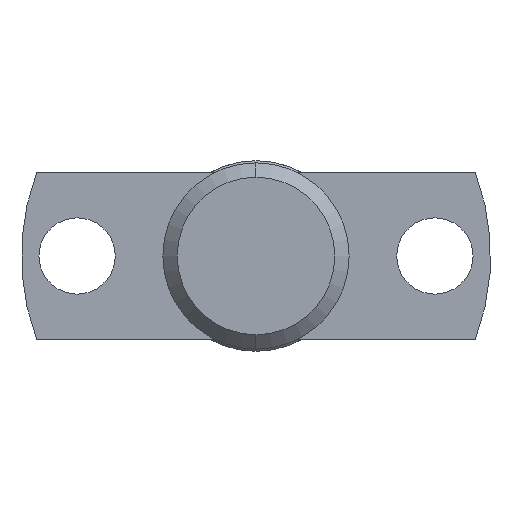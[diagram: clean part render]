
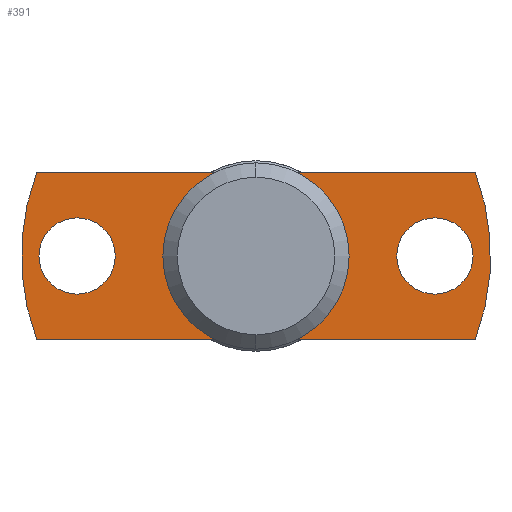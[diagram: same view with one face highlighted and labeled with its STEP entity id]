
A CAD part, front view. The second image highlights one B-rep face of the part: STEP entity #391.
In plain terms, the highlighted planar face has unit normal (0, -1, 0).
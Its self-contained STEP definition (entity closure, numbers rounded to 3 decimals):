
#4 = CARTESIAN_POINT ( 'NONE',  ( -7.475, -5.6, -2.85 ) ) ;
#38 = CARTESIAN_POINT ( 'NONE',  ( 7.475, -5.6, -2.85 ) ) ;
#44 = CARTESIAN_POINT ( 'NONE',  ( 0., -5.6, 0. ) ) ;
#45 = EDGE_CURVE ( 'Defeature ausgef�hrt2_40+Defeature ausgef�hrt2_7+Defeature ausgef�hrt2_7+Defeature ausgef�hrt2_7', #4199, #3271, #1595, .T. ) ;
#116 = CARTESIAN_POINT ( 'NONE',  ( 0., -5.6, -2.685 ) ) ;
#159 = CARTESIAN_POINT ( 'NONE',  ( -7.475, -5.6, 2.85 ) ) ;
#192 = CARTESIAN_POINT ( 'NONE',  ( 6.1, -5.6, -1.3 ) ) ;
#277 = AXIS2_PLACEMENT_3D ( 'NONE', #1747, #3761, #3077 ) ;
#278 = DIRECTION ( 'NONE',  ( 0., -1., 0. ) ) ;
#329 = EDGE_LOOP ( 'NONE', ( #1393, #3616, #1497, #2899 ) ) ;
#391 = ADVANCED_FACE ( 'Defeature ausgef�hrt2_7', ( #1955, #3660, #1848, #3562 ), #1826, .T. ) ;
#405 = EDGE_CURVE ( 'Defeature ausgef�hrt2_7+Defeature ausgef�hrt2_12+Defeature ausgef�hrt2_11+Defeature ausgef�hrt2_9', #986, #2902, #1637, .T. ) ;
#442 = CARTESIAN_POINT ( 'NONE',  ( 0., -5.6, 0. ) ) ;
#462 = CARTESIAN_POINT ( 'NONE',  ( 7.475, -5.6, 2.85 ) ) ;
#581 = AXIS2_PLACEMENT_3D ( 'NONE', #3215, #2164, #2212 ) ;
#657 = DIRECTION ( 'NONE',  ( 0., 0., 1. ) ) ;
#658 = EDGE_CURVE ( 'Defeature ausgef�hrt2_39+Defeature ausgef�hrt2_7+Defeature ausgef�hrt2_7+Defeature ausgef�hrt2_7', #2783, #2974, #3286, .T. ) ;
#747 = EDGE_CURVE ( 'Defeature ausgef�hrt2_39+Defeature ausgef�hrt2_7+Defeature ausgef�hrt2_7+Defeature ausgef�hrt2_7', #2974, #2783, #1836, .T. ) ;
#821 = ORIENTED_EDGE ( 'NONE', *, *, #747, .F. ) ;
#878 = CIRCLE ( 'NONE', #2916, 8. ) ;
#913 = DIRECTION ( 'NONE',  ( 0., 0., 1. ) ) ;
#986 = VERTEX_POINT ( 'NONE', #462 ) ;
#1026 = EDGE_CURVE ( 'Defeature ausgef�hrt2_7+Defeature ausgef�hrt2_10+Defeature ausgef�hrt2_9+Defeature ausgef�hrt2_11', #3179, #1299, #2053, .T. ) ;
#1028 = CIRCLE ( 'NONE', #2689, 2.685 ) ;
#1102 = DIRECTION ( 'NONE',  ( 0., 0., 1. ) ) ;
#1113 = CARTESIAN_POINT ( 'NONE',  ( -7.475, -5.6, 2.85 ) ) ;
#1140 = DIRECTION ( 'NONE',  ( 0., -1., 0. ) ) ;
#1217 = DIRECTION ( 'NONE',  ( 0., 1., 0. ) ) ;
#1299 = VERTEX_POINT ( 'NONE', #38 ) ;
#1319 = VECTOR ( 'NONE', #3839, 1000. ) ;
#1370 = DIRECTION ( 'NONE',  ( 0., -1., 0. ) ) ;
#1393 = ORIENTED_EDGE ( 'NONE', *, *, #2540, .T. ) ;
#1423 = DIRECTION ( 'NONE',  ( 0., -1., 0. ) ) ;
#1451 = VERTEX_POINT ( 'NONE', #116 ) ;
#1478 = EDGE_LOOP ( 'NONE', ( #4204, #1918 ) ) ;
#1497 = ORIENTED_EDGE ( 'NONE', *, *, #2126, .T. ) ;
#1499 = CARTESIAN_POINT ( 'NONE',  ( -6.1, -5.6, 0. ) ) ;
#1512 = CARTESIAN_POINT ( 'NONE',  ( -7.475, -5.6, -2.85 ) ) ;
#1595 = CIRCLE ( 'NONE', #2103, 1.3 ) ;
#1637 = LINE ( 'NONE', #1113, #2276 ) ;
#1683 = AXIS2_PLACEMENT_3D ( 'NONE', #442, #1140, #2111 ) ;
#1747 = CARTESIAN_POINT ( 'NONE',  ( 0., -5.6, 0. ) ) ;
#1826 = PLANE ( 'NONE',  #1683 ) ;
#1836 = CIRCLE ( 'NONE', #3721, 1.3 ) ;
#1848 = FACE_BOUND ( 'NONE', #2802, .T. ) ;
#1862 = CIRCLE ( 'NONE', #581, 1.3 ) ;
#1916 = VERTEX_POINT ( 'NONE', #2114 ) ;
#1918 = ORIENTED_EDGE ( 'NONE', *, *, #3946, .F. ) ;
#1955 = FACE_BOUND ( 'NONE', #1478, .T. ) ;
#1991 = CARTESIAN_POINT ( 'NONE',  ( 6.1, -5.6, 0. ) ) ;
#2017 = CARTESIAN_POINT ( 'NONE',  ( 6.1, -5.6, 0. ) ) ;
#2022 = AXIS2_PLACEMENT_3D ( 'NONE', #4329, #278, #913 ) ;
#2053 = LINE ( 'NONE', #1512, #1319 ) ;
#2103 = AXIS2_PLACEMENT_3D ( 'NONE', #1499, #2209, #2904 ) ;
#2111 = DIRECTION ( 'NONE',  ( 0., 0., 1. ) ) ;
#2114 = CARTESIAN_POINT ( 'NONE',  ( 0., -5.6, 2.685 ) ) ;
#2126 = EDGE_CURVE ( 'Defeature ausgef�hrt2_7+Defeature ausgef�hrt2_11+Defeature ausgef�hrt2_10+Defeature ausgef�hrt2_12', #1299, #986, #3102, .T. ) ;
#2164 = DIRECTION ( 'NONE',  ( 0., -1., 0. ) ) ;
#2209 = DIRECTION ( 'NONE',  ( 0., -1., 0. ) ) ;
#2212 = DIRECTION ( 'NONE',  ( 0., 0., 1. ) ) ;
#2272 = CARTESIAN_POINT ( 'NONE',  ( 0., -5.6, 0. ) ) ;
#2276 = VECTOR ( 'NONE', #2455, 1000. ) ;
#2342 = CARTESIAN_POINT ( 'NONE',  ( -6.1, -5.6, -1.3 ) ) ;
#2424 = ORIENTED_EDGE ( 'NONE', *, *, #3716, .T. ) ;
#2455 = DIRECTION ( 'NONE',  ( -1., 0., 0. ) ) ;
#2540 = EDGE_CURVE ( 'Defeature ausgef�hrt2_7+Defeature ausgef�hrt2_9+Defeature ausgef�hrt2_12+Defeature ausgef�hrt2_10', #2902, #3179, #878, .T. ) ;
#2689 = AXIS2_PLACEMENT_3D ( 'NONE', #2272, #1217, #3904 ) ;
#2783 = VERTEX_POINT ( 'NONE', #2855 ) ;
#2802 = EDGE_LOOP ( 'NONE', ( #2424, #4142 ) ) ;
#2828 = EDGE_LOOP ( 'NONE', ( #821, #3156 ) ) ;
#2855 = CARTESIAN_POINT ( 'NONE',  ( 6.1, -5.6, 1.3 ) ) ;
#2899 = ORIENTED_EDGE ( 'NONE', *, *, #405, .T. ) ;
#2902 = VERTEX_POINT ( 'NONE', #159 ) ;
#2904 = DIRECTION ( 'NONE',  ( 0., 0., 1. ) ) ;
#2916 = AXIS2_PLACEMENT_3D ( 'NONE', #44, #1423, #1102 ) ;
#2959 = EDGE_CURVE ( 'Defeature ausgef�hrt2_7+Defeature ausgef�hrt2_1+Defeature ausgef�hrt2_1+Defeature ausgef�hrt2_1', #1916, #1451, #1028, .T. ) ;
#2974 = VERTEX_POINT ( 'NONE', #192 ) ;
#3077 = DIRECTION ( 'NONE',  ( 0., 0., 1. ) ) ;
#3102 = CIRCLE ( 'NONE', #2022, 8. ) ;
#3156 = ORIENTED_EDGE ( 'NONE', *, *, #658, .F. ) ;
#3179 = VERTEX_POINT ( 'NONE', #4 ) ;
#3215 = CARTESIAN_POINT ( 'NONE',  ( -6.1, -5.6, 0. ) ) ;
#3271 = VERTEX_POINT ( 'NONE', #4037 ) ;
#3280 = AXIS2_PLACEMENT_3D ( 'NONE', #1991, #3732, #657 ) ;
#3286 = CIRCLE ( 'NONE', #3280, 1.3 ) ;
#3562 = FACE_OUTER_BOUND ( 'NONE', #329, .T. ) ;
#3616 = ORIENTED_EDGE ( 'NONE', *, *, #1026, .T. ) ;
#3660 = FACE_BOUND ( 'NONE', #2828, .T. ) ;
#3716 = EDGE_CURVE ( 'Defeature ausgef�hrt2_7+Defeature ausgef�hrt2_1+Defeature ausgef�hrt2_1+Defeature ausgef�hrt2_1', #1451, #1916, #4149, .T. ) ;
#3721 = AXIS2_PLACEMENT_3D ( 'NONE', #2017, #1370, #4050 ) ;
#3732 = DIRECTION ( 'NONE',  ( 0., -1., 0. ) ) ;
#3761 = DIRECTION ( 'NONE',  ( 0., 1., 0. ) ) ;
#3839 = DIRECTION ( 'NONE',  ( 1., 0., 0. ) ) ;
#3904 = DIRECTION ( 'NONE',  ( 0., 0., 1. ) ) ;
#3946 = EDGE_CURVE ( 'Defeature ausgef�hrt2_40+Defeature ausgef�hrt2_7+Defeature ausgef�hrt2_7+Defeature ausgef�hrt2_7', #3271, #4199, #1862, .T. ) ;
#4037 = CARTESIAN_POINT ( 'NONE',  ( -6.1, -5.6, 1.3 ) ) ;
#4050 = DIRECTION ( 'NONE',  ( 0., 0., 1. ) ) ;
#4142 = ORIENTED_EDGE ( 'NONE', *, *, #2959, .T. ) ;
#4149 = CIRCLE ( 'NONE', #277, 2.685 ) ;
#4199 = VERTEX_POINT ( 'NONE', #2342 ) ;
#4204 = ORIENTED_EDGE ( 'NONE', *, *, #45, .F. ) ;
#4329 = CARTESIAN_POINT ( 'NONE',  ( 0., -5.6, 0. ) ) ;
